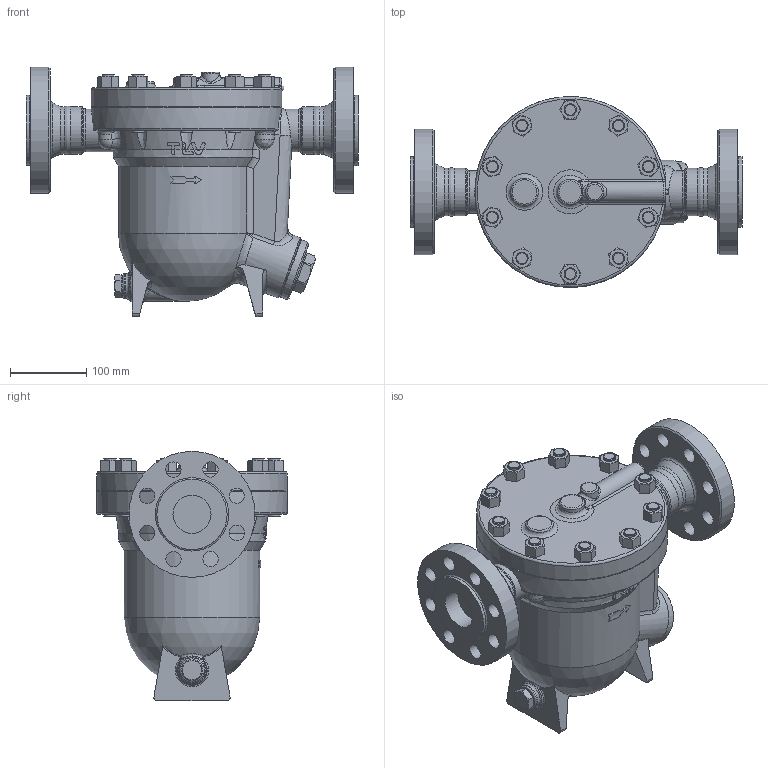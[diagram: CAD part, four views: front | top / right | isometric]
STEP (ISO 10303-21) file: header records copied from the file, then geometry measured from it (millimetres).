
FILE_DESCRIPTION((''),'2;1');
FILE_NAME('j72rb-050-a0600-00.stp','2010-08-24T16:19:31',('nakaot'),(''),'Autodesk Inventor 2008','Autodesk Inventor 2008','');
FILE_SCHEMA(('AUTOMOTIVE_DESIGN { 1 0 10303 214 1 1 1 1 }'));
Length unit declared in the file: millimetre
Products named in the file (1): j72rb-050-a0600-00
Bounding box: 435 x 250 x 326.5 mm (x, y, z)
Volume: 10247078.8 mm3; surface area: 540151.6 mm2
Topology: 5 solids, 5 shells, 520 faces, 1248 edges, 776 vertices
Faces by surface type: plane 165, bspline 122, cone 110, cylinder 106, torus 13, sphere 4
Full cylindrical faces by diameter (mm): 13.835 x2, 16 x26, 20 x8, 24 x1, 26 x1, 32 x1, 50 x1, 56 x2, 62 x3, 78 x1, 80 x1, 84 x1, 92.1 x1, 150 x1, 165 x1, 250 x2
Entity records: 24393 total; most frequent: CARTESIAN_POINT 13963, ORIENTED_EDGE 2150, DIRECTION 1932, EDGE_CURVE 1075, AXIS2_PLACEMENT_3D 842, EDGE_LOOP 745, VERTEX_POINT 738, FACE_OUTER_BOUND 520
